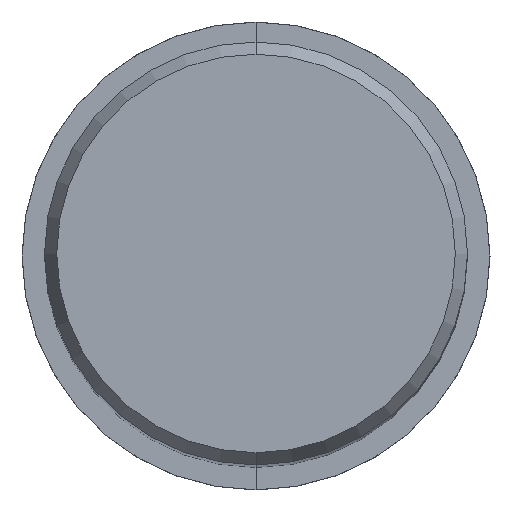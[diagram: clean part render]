
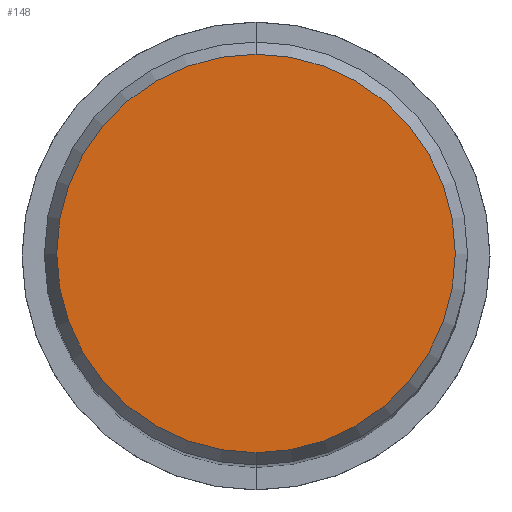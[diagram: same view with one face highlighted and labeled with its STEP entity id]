
A CAD part, top view. The second image highlights one B-rep face of the part: STEP entity #148.
In plain terms, the highlighted planar face has unit normal (0, 0, 1).
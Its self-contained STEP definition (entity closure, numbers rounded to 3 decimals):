
#108=EDGE_CURVE('',#172,#156,#226,.T.);
#110=EDGE_CURVE('',#156,#172,#228,.T.);
#148=ADVANCED_FACE('',(#273),#274,.T.);
#156=VERTEX_POINT('',#282);
#172=VERTEX_POINT('',#298);
#226=CIRCLE('',#354,7.479);
#228=CIRCLE('',#357,7.479);
#273=FACE_OUTER_BOUND('',#408,.T.);
#274=PLANE('',#409);
#282=CARTESIAN_POINT('',(0.,-7.479,0.01));
#298=CARTESIAN_POINT('',(0.0,7.479,0.01));
#354=AXIS2_PLACEMENT_3D('',#491,#492,#493);
#357=AXIS2_PLACEMENT_3D('',#494,#495,#496);
#408=EDGE_LOOP('',(#557,#558));
#409=AXIS2_PLACEMENT_3D('',#559,#560,#561);
#491=CARTESIAN_POINT('',(0.0,0.0,0.01));
#492=DIRECTION('',(0.0,0.0,-1.0));
#493=DIRECTION('',(0.0,1.0,0.0));
#494=CARTESIAN_POINT('',(0.0,0.0,0.01));
#495=DIRECTION('',(0.0,0.0,-1.0));
#496=DIRECTION('',(0.0,1.0,0.0));
#557=ORIENTED_EDGE('',*,*,#108,.F.);
#558=ORIENTED_EDGE('',*,*,#110,.F.);
#559=CARTESIAN_POINT('',(0.0,3.74,0.01));
#560=DIRECTION('',(-0.0,0.0,1.0));
#561=DIRECTION('',(0.0,-1.0,0.0));
